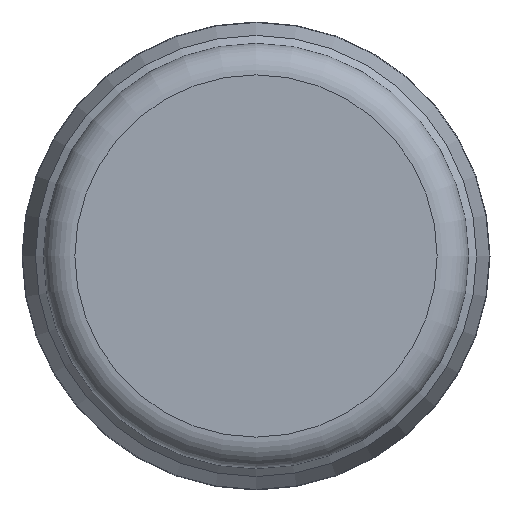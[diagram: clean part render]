
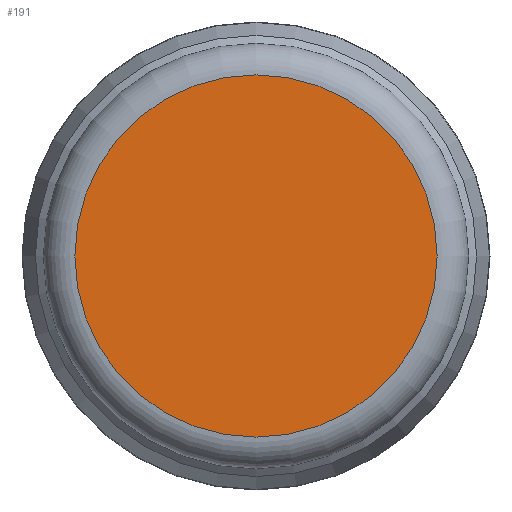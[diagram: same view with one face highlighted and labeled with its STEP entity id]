
A CAD part, front view. The second image highlights one B-rep face of the part: STEP entity #191.
In plain terms, the highlighted planar face has unit normal (0, -1, 0).
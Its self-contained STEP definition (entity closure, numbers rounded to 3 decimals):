
#24=PLANE('',#238);
#48=FACE_OUTER_BOUND('',#73,.T.);
#73=EDGE_LOOP('',(#148));
#94=CIRCLE('',#235,17.25);
#109=VERTEX_POINT('',#340);
#124=EDGE_CURVE('',#109,#109,#94,.T.);
#148=ORIENTED_EDGE('',*,*,#124,.F.);
#191=ADVANCED_FACE('',(#48),#24,.T.);
#235=AXIS2_PLACEMENT_3D('',#341,#285,#286);
#238=AXIS2_PLACEMENT_3D('',#345,#291,#292);
#285=DIRECTION('center_axis',(0.,1.,0.));
#286=DIRECTION('ref_axis',(1.,0.,0.));
#291=DIRECTION('center_axis',(0.,-1.,0.));
#292=DIRECTION('ref_axis',(0.,0.,-1.));
#340=CARTESIAN_POINT('',(-17.25,0.,0.));
#341=CARTESIAN_POINT('Origin',(0.,0.,0.));
#345=CARTESIAN_POINT('Origin',(-20.25,0.,0.));
